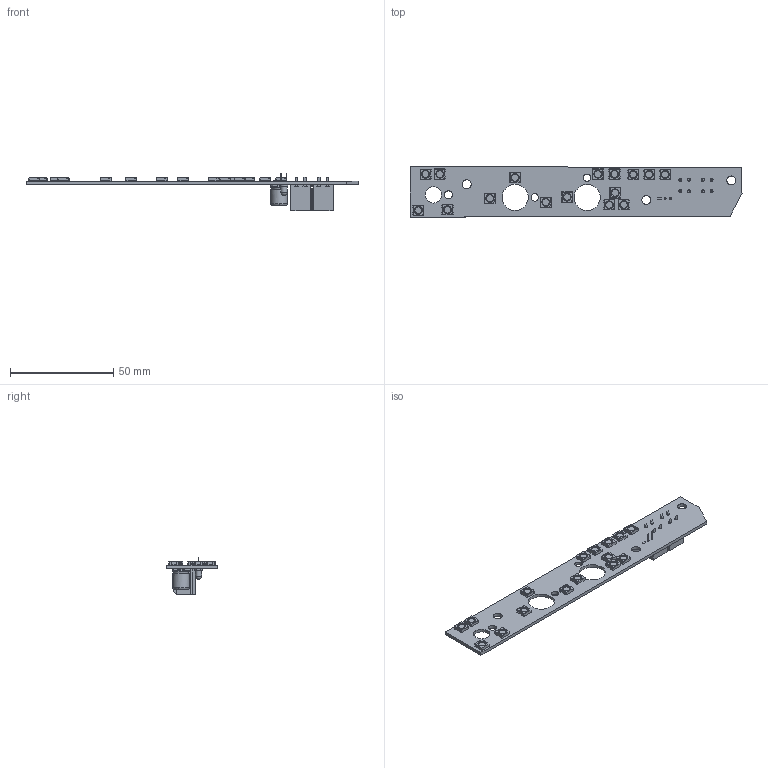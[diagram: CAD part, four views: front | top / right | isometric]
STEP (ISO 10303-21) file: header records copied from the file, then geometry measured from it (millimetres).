
FILE_DESCRIPTION(('KiCad electronic assembly'),'2;1');
FILE_NAME('HUD VID RCD PANEL.step','2023-04-01T13:20:44',('Pcbnew'),( 'Kicad'),'Open CASCADE STEP processor 7.6','KiCad to STEP converter' ,'Unknown');
FILE_SCHEMA(('AUTOMOTIVE_DESIGN { 1 0 10303 214 1 1 1 1 }'));
Length unit declared in the file: millimetre
Products named in the file (12): HUD VID RCD PANEL 1; LED_WS2812B_PLCC4_5.0x5.0mm_P3.2mm; SOLID; R_0603_1608Metric; CP_Elec_8x10; Molex_Mini-Fit_Jr_5566-04A_2x02_P4.20mm_Vertical; LED_D3.0mm; HUD VID RCD PANEL PCB
Assembly tree (27 placements, depth 3):
  HUD VID RCD PANEL 1
    LED_WS2812B_PLCC4_5.0x5.0mm_P3.2mm  x16
      SOLID
    R_0603_1608Metric
      SOLID
    CP_Elec_8x10
      SOLID
    Molex_Mini-Fit_Jr_5566-04A_2x02_P4.20mm_Vertical  x2
      SOLID
    LED_D3.0mm
      SOLID
    HUD VID RCD PANEL PCB
Bounding box: 160.99 x 24.43 x 18.3 mm (x, y, z)
Volume: 8084 mm3; surface area: 12580.4 mm2
Topology: 22 solids, 22 shells, 1455 faces, 4182 edges, 2749 vertices
Faces by surface type: plane 1038, cylinder 393, cone 16, torus 4, bspline 2, revolution 1, sphere 1
Full cylindrical faces by diameter (mm): 0.9 x2, 1.4 x8, 3 x1, 3.333 x16, 3.572 x2, 3.969 x1, 4.3 x3, 7.938 x1, 8 x2, 12.7 x2
Entity records: 22506 total; most frequent: CARTESIAN_POINT 4422, DIRECTION 3170, LINE 2202, VECTOR 2202, ORIENTED_EDGE 1650, PCURVE 1650, DEFINITIONAL_REPRESENTATION 1650, EDGE_CURVE 825
